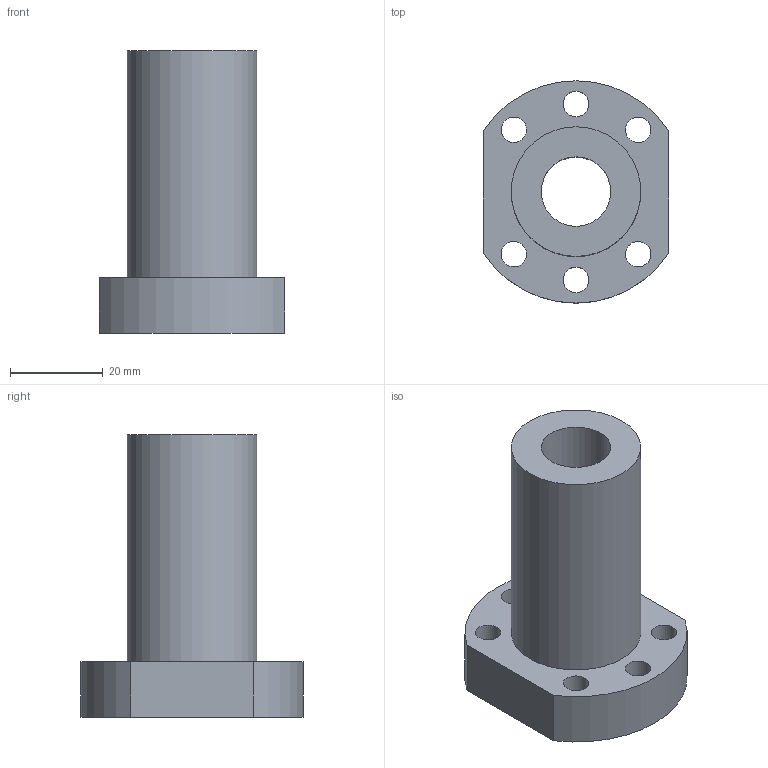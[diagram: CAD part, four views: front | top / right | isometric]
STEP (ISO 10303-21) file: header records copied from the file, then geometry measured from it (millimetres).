
FILE_DESCRIPTION(/* description */ (''),/* implementation_level */ '2;1');
FILE_NAME(/* name */ 'A11G7AA1',/* time_stamp */ '2009-10-08T14:36:57+08:00',/* author */ (''),/* organization */ (''),/* preprocessor_version */ 'ST-DEVELOPER v11',/* originating_system */ 'UGS - NX 5.0',/* authorisation */ '');
FILE_SCHEMA (('CONFIG_CONTROL_DESIGN'));
Length unit declared in the file: millimetre
Products named in the file (1): A11G7AA1
Bounding box: 40 x 48 x 61 mm (x, y, z)
Volume: 37667.8 mm3; surface area: 12893 mm2
Topology: 1 solids, 1 shells, 15 faces, 42 edges, 30 vertices
Faces by surface type: cylinder 10, plane 5
Full cylindrical faces by diameter (mm): 5.5 x6, 15 x1, 28 x1
Entity records: 524 total; most frequent: DIRECTION 80, CARTESIAN_POINT 68, ORIENTED_EDGE 56, EDGE_LOOP 38, AXIS2_PLACEMENT_3D 36, FACE_BOUND 34, EDGE_CURVE 28, VERTEX_POINT 24
